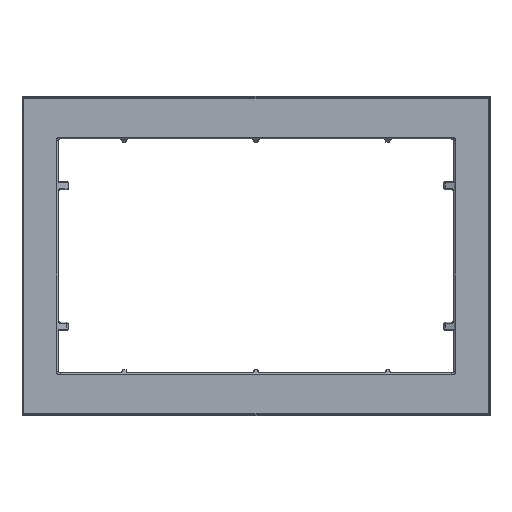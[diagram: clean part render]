
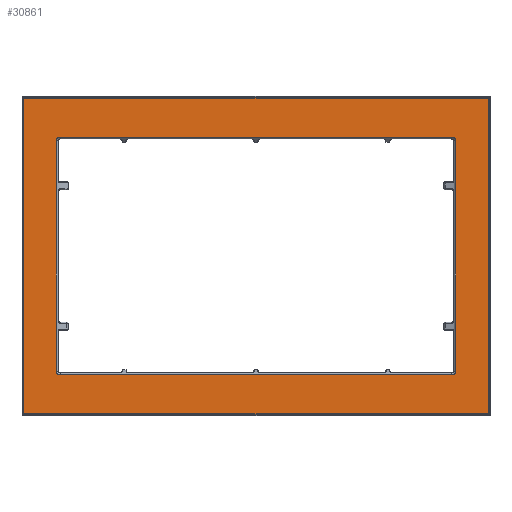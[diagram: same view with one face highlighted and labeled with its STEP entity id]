
A CAD part, top view. The second image highlights one B-rep face of the part: STEP entity #30861.
In plain terms, the highlighted planar face has unit normal (0, 0, 1).
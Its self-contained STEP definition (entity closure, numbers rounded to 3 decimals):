
#5679=CARTESIAN_POINT('',(-92.113,-55.912,
5.5));
#5680=CARTESIAN_POINT('',(-92.233,-55.912,
5.5));
#5681=CARTESIAN_POINT('',(-92.467,-55.889,
5.5));
#5682=CARTESIAN_POINT('',(-92.808,-55.786,
5.5));
#5683=CARTESIAN_POINT('',(-93.12,-55.618,
5.5));
#5684=CARTESIAN_POINT('',(-93.394,-55.393,
5.5));
#5685=CARTESIAN_POINT('',(-93.619,-55.119,
5.5));
#5686=CARTESIAN_POINT('',(-93.786,-54.807,
5.5));
#5687=CARTESIAN_POINT('',(-93.889,-54.466,
5.5));
#5688=CARTESIAN_POINT('',(-93.912,-54.233,
5.5));
#5689=CARTESIAN_POINT('',(-93.912,-54.113,
5.5));
#5694=DIRECTION('',(-1.,0.,0.));
#5695=VECTOR('',#5694,184.227);
#5696=CARTESIAN_POINT('',(92.113,-55.912,5.5));
#5697=LINE('43794',#5696,#5695);
#5701=CARTESIAN_POINT('',(93.912,-54.113,5.5));
#5702=CARTESIAN_POINT('',(93.912,-54.233,5.5));
#5703=CARTESIAN_POINT('',(93.889,-54.467,5.5));
#5704=CARTESIAN_POINT('',(93.786,-54.808,5.5));
#5705=CARTESIAN_POINT('',(93.618,-55.12,5.5));
#5706=CARTESIAN_POINT('',(93.393,-55.394,5.5));
#5707=CARTESIAN_POINT('',(93.119,-55.619,5.5));
#5708=CARTESIAN_POINT('',(92.807,-55.786,5.5));
#5709=CARTESIAN_POINT('',(92.466,-55.889,5.5));
#5710=CARTESIAN_POINT('',(92.233,-55.912,5.5));
#5711=CARTESIAN_POINT('',(92.113,-55.912,5.5));
#5716=DIRECTION('',(0.,-1.,0.));
#5717=VECTOR('',#5716,108.227);
#5718=CARTESIAN_POINT('',(93.912,54.113,5.5));
#5719=LINE('43790',#5718,#5717);
#5723=CARTESIAN_POINT('',(92.113,55.912,5.5));
#5724=CARTESIAN_POINT('',(92.233,55.912,5.5));
#5725=CARTESIAN_POINT('',(92.467,55.889,5.5));
#5726=CARTESIAN_POINT('',(92.808,55.786,5.5));
#5727=CARTESIAN_POINT('',(93.12,55.618,5.5));
#5728=CARTESIAN_POINT('',(93.394,55.393,5.5));
#5729=CARTESIAN_POINT('',(93.619,55.119,5.5));
#5730=CARTESIAN_POINT('',(93.786,54.807,5.5));
#5731=CARTESIAN_POINT('',(93.889,54.466,5.5));
#5732=CARTESIAN_POINT('',(93.912,54.233,5.5));
#5733=CARTESIAN_POINT('',(93.912,54.113,5.5));
#5738=DIRECTION('',(1.,0.,0.));
#5739=VECTOR('',#5738,184.227);
#5740=CARTESIAN_POINT('',(-92.113,55.912,5.5));
#5741=LINE('43786',#5740,#5739);
#5745=CARTESIAN_POINT('',(-93.912,54.113,5.5));
#5746=CARTESIAN_POINT('',(-93.912,54.233,5.5));
#5747=CARTESIAN_POINT('',(-93.889,54.467,5.5));
#5748=CARTESIAN_POINT('',(-93.786,54.808,5.5));
#5749=CARTESIAN_POINT('',(-93.618,55.12,5.5));
#5750=CARTESIAN_POINT('',(-93.393,55.394,5.5));
#5751=CARTESIAN_POINT('',(-93.119,55.619,5.5));
#5752=CARTESIAN_POINT('',(-92.807,55.786,5.5));
#5753=CARTESIAN_POINT('',(-92.466,55.889,5.5));
#5754=CARTESIAN_POINT('',(-92.233,55.912,5.5));
#5755=CARTESIAN_POINT('',(-92.113,55.912,5.5));
#5760=DIRECTION('',(0.,1.,0.));
#5761=VECTOR('',#5760,108.227);
#5762=CARTESIAN_POINT('',(-93.912,-54.113,
5.5));
#5763=LINE('43782',#5762,#5761);
#5767=DIRECTION('',(-1.,0.,0.));
#5768=VECTOR('',#5767,218.432);
#5769=CARTESIAN_POINT('',(109.216,74.216,5.5));
#5770=LINE('54249',#5769,#5768);
#5774=DIRECTION('',(0.,1.,0.));
#5775=VECTOR('',#5774,148.432);
#5776=CARTESIAN_POINT('',(109.216,-74.216,5.5));
#5777=LINE('54258',#5776,#5775);
#5781=DIRECTION('',(1.,0.,0.));
#5782=VECTOR('',#5781,218.432);
#5783=CARTESIAN_POINT('',(-109.216,-74.216,5.5));
#5784=LINE('54255',#5783,#5782);
#5788=DIRECTION('',(0.,-1.,0.));
#5789=VECTOR('',#5788,148.432);
#5790=CARTESIAN_POINT('',(-109.216,74.216,5.5));
#5791=LINE('54252',#5790,#5789);
#25617=VERTEX_POINT('',#5679);
#25618=VERTEX_POINT('',#5689);
#25621=CARTESIAN_POINT('',(-93.912,54.113,
5.5));
#25622=VERTEX_POINT('',#25621);
#25623=VERTEX_POINT('',#5755);
#25626=CARTESIAN_POINT('',(92.113,55.912,5.5));
#25627=VERTEX_POINT('',#25626);
#25628=VERTEX_POINT('',#5733);
#25631=CARTESIAN_POINT('',(93.912,-54.113,
5.5));
#25632=VERTEX_POINT('',#25631);
#25633=VERTEX_POINT('',#5711);
#25720=CARTESIAN_POINT('',(109.216,74.216,5.5));
#25721=CARTESIAN_POINT('',(-109.216,74.216,5.5));
#25722=VERTEX_POINT('',#25720);
#25723=VERTEX_POINT('',#25721);
#25728=CARTESIAN_POINT('',(-109.216,-74.216,5.5));
#25729=VERTEX_POINT('',#25728);
#25734=CARTESIAN_POINT('',(109.216,-74.216,5.5));
#25735=VERTEX_POINT('',#25734);
#30831=CARTESIAN_POINT('',(0.,0.,5.5));
#30832=DIRECTION('',(0.,0.,1.));
#30833=DIRECTION('',(0.,1.,0.));
#30834=AXIS2_PLACEMENT_3D('',#30831,#30832,#30833);
#30835=PLANE('29299',#30834);
#30837=ORIENTED_EDGE('54249',*,*,#30836,.F.);
#30839=ORIENTED_EDGE('54258',*,*,#30838,.F.);
#30841=ORIENTED_EDGE('54255',*,*,#30840,.F.);
#30843=ORIENTED_EDGE('54252',*,*,#30842,.F.);
#30844=EDGE_LOOP('29299',(#30837,#30839,#30841,#30843));
#30845=FACE_OUTER_BOUND('29299',#30844,.F.);
#30846=ORIENTED_EDGE('43780',*,*,#30823,.F.);
#30847=ORIENTED_EDGE('43794',*,*,#29794,.F.);
#30849=ORIENTED_EDGE('43792',*,*,#30848,.F.);
#30851=ORIENTED_EDGE('43790',*,*,#30850,.F.);
#30853=ORIENTED_EDGE('43788',*,*,#30852,.F.);
#30855=ORIENTED_EDGE('43786',*,*,#30854,.F.);
#30857=ORIENTED_EDGE('43784',*,*,#30856,.F.);
#30858=ORIENTED_EDGE('43782',*,*,#29236,.F.);
#30859=EDGE_LOOP('29299',(#30846,#30847,#30849,#30851,#30853,#30855,#30857,
#30858));
#30860=FACE_BOUND('29299',#30859,.F.);
#30861=ADVANCED_FACE('29299',(#30845,#30860),#30835,.T.);
#5690=B_SPLINE_CURVE_WITH_KNOTS('43780',3,(#5679,#5680,#5681,#5682,#5683,#5684,
#5685,#5686,#5687,#5688,#5689),.UNSPECIFIED.,.F.,.F.,(4,1,1,1,1,1,1,1,4),(0.,
0.125,0.25,0.375,0.5,0.625,0.75,0.875,1.),.UNSPECIFIED.);
#5712=B_SPLINE_CURVE_WITH_KNOTS('43792',3,(#5701,#5702,#5703,#5704,#5705,#5706,
#5707,#5708,#5709,#5710,#5711),.UNSPECIFIED.,.F.,.F.,(4,1,1,1,1,1,1,1,4),(0.,
0.125,0.25,0.375,0.5,0.625,0.75,0.875,1.),.UNSPECIFIED.);
#5734=B_SPLINE_CURVE_WITH_KNOTS('43788',3,(#5723,#5724,#5725,#5726,#5727,#5728,
#5729,#5730,#5731,#5732,#5733),.UNSPECIFIED.,.F.,.F.,(4,1,1,1,1,1,1,1,4),(0.,
0.125,0.25,0.375,0.5,0.625,0.75,0.875,1.),.UNSPECIFIED.);
#5756=B_SPLINE_CURVE_WITH_KNOTS('43784',3,(#5745,#5746,#5747,#5748,#5749,#5750,
#5751,#5752,#5753,#5754,#5755),.UNSPECIFIED.,.F.,.F.,(4,1,1,1,1,1,1,1,4),(0.,
0.125,0.25,0.375,0.5,0.625,0.75,0.875,1.),.UNSPECIFIED.);
#29236=EDGE_CURVE('43782',#25618,#25622,#5763,.T.);
#29794=EDGE_CURVE('43794',#25633,#25617,#5697,.T.);
#30823=EDGE_CURVE('43780',#25617,#25618,#5690,.T.);
#30836=EDGE_CURVE('54249',#25722,#25723,#5770,.T.);
#30838=EDGE_CURVE('54258',#25735,#25722,#5777,.T.);
#30840=EDGE_CURVE('54255',#25729,#25735,#5784,.T.);
#30842=EDGE_CURVE('54252',#25723,#25729,#5791,.T.);
#30848=EDGE_CURVE('43792',#25632,#25633,#5712,.T.);
#30850=EDGE_CURVE('43790',#25628,#25632,#5719,.T.);
#30852=EDGE_CURVE('43788',#25627,#25628,#5734,.T.);
#30854=EDGE_CURVE('43786',#25623,#25627,#5741,.T.);
#30856=EDGE_CURVE('43784',#25622,#25623,#5756,.T.);
